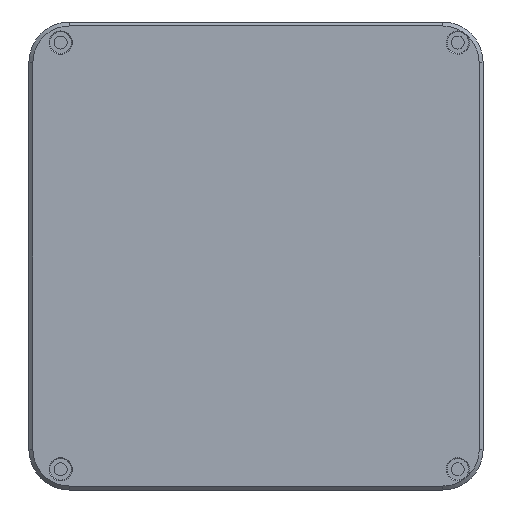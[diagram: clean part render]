
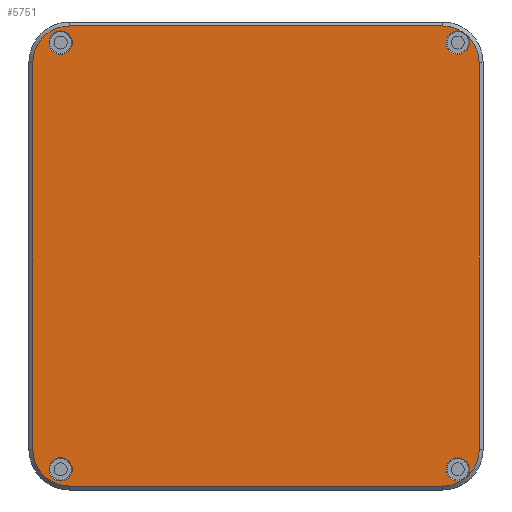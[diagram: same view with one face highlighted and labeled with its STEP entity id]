
A CAD part, left-side view. The second image highlights one B-rep face of the part: STEP entity #5751.
In plain terms, the highlighted planar face has unit normal (-1, 0, 0).
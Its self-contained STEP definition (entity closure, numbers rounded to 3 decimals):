
#557=FACE_BOUND('',#1109,.T.);
#558=FACE_BOUND('',#1110,.T.);
#584=PLANE('',#6157);
#731=FACE_OUTER_BOUND('',#1108,.T.);
#1108=EDGE_LOOP('',(#3976,#3977,#3978,#3979,#3980,#3981,#3982,#3983,#3984,
#3985,#3986,#3987,#3988,#3989));
#1109=EDGE_LOOP('',(#3990));
#1110=EDGE_LOOP('',(#3991));
#1512=LINE('',#7469,#2007);
#1513=LINE('',#7479,#2008);
#1514=LINE('',#7483,#2009);
#1515=LINE('',#7487,#2010);
#2007=VECTOR('',#6438,10.);
#2008=VECTOR('',#6447,10.);
#2009=VECTOR('',#6450,10.);
#2010=VECTOR('',#6453,10.);
#2501=CIRCLE('',#6155,2.95);
#2503=CIRCLE('',#6158,2.95);
#2504=CIRCLE('',#6159,9.3);
#2505=CIRCLE('',#6160,9.3);
#2506=CIRCLE('',#6161,2.95);
#2507=CIRCLE('',#6162,2.95);
#2508=CIRCLE('',#6163,9.3);
#2509=CIRCLE('',#6164,9.3);
#2510=CIRCLE('',#6165,9.3);
#2511=CIRCLE('',#6166,9.3);
#2512=CIRCLE('',#6167,2.95);
#2513=CIRCLE('',#6168,2.95);
#2578=VERTEX_POINT('',#7457);
#2580=VERTEX_POINT('',#7463);
#2581=VERTEX_POINT('',#7464);
#2582=VERTEX_POINT('',#7466);
#2583=VERTEX_POINT('',#7468);
#2584=VERTEX_POINT('',#7470);
#2585=VERTEX_POINT('',#7472);
#2586=VERTEX_POINT('',#7474);
#2587=VERTEX_POINT('',#7476);
#2588=VERTEX_POINT('',#7478);
#2589=VERTEX_POINT('',#7480);
#2590=VERTEX_POINT('',#7482);
#2591=VERTEX_POINT('',#7484);
#2592=VERTEX_POINT('',#7486);
#2593=VERTEX_POINT('',#7488);
#2594=VERTEX_POINT('',#7491);
#3089=EDGE_CURVE('',#2578,#2578,#2501,.T.);
#3092=EDGE_CURVE('',#2580,#2581,#2503,.T.);
#3093=EDGE_CURVE('',#2582,#2580,#2504,.T.);
#3094=EDGE_CURVE('',#2583,#2582,#1512,.T.);
#3095=EDGE_CURVE('',#2584,#2583,#2505,.T.);
#3096=EDGE_CURVE('',#2585,#2584,#2506,.T.);
#3097=EDGE_CURVE('',#2586,#2585,#2507,.T.);
#3098=EDGE_CURVE('',#2587,#2586,#2508,.T.);
#3099=EDGE_CURVE('',#2588,#2587,#1513,.T.);
#3100=EDGE_CURVE('',#2589,#2588,#2509,.T.);
#3101=EDGE_CURVE('',#2590,#2589,#1514,.T.);
#3102=EDGE_CURVE('',#2591,#2590,#2510,.T.);
#3103=EDGE_CURVE('',#2592,#2591,#1515,.T.);
#3104=EDGE_CURVE('',#2593,#2592,#2511,.T.);
#3105=EDGE_CURVE('',#2581,#2593,#2512,.T.);
#3106=EDGE_CURVE('',#2594,#2594,#2513,.T.);
#3976=ORIENTED_EDGE('',*,*,#3092,.F.);
#3977=ORIENTED_EDGE('',*,*,#3093,.F.);
#3978=ORIENTED_EDGE('',*,*,#3094,.F.);
#3979=ORIENTED_EDGE('',*,*,#3095,.F.);
#3980=ORIENTED_EDGE('',*,*,#3096,.F.);
#3981=ORIENTED_EDGE('',*,*,#3097,.F.);
#3982=ORIENTED_EDGE('',*,*,#3098,.F.);
#3983=ORIENTED_EDGE('',*,*,#3099,.F.);
#3984=ORIENTED_EDGE('',*,*,#3100,.F.);
#3985=ORIENTED_EDGE('',*,*,#3101,.F.);
#3986=ORIENTED_EDGE('',*,*,#3102,.F.);
#3987=ORIENTED_EDGE('',*,*,#3103,.F.);
#3988=ORIENTED_EDGE('',*,*,#3104,.F.);
#3989=ORIENTED_EDGE('',*,*,#3105,.F.);
#3990=ORIENTED_EDGE('',*,*,#3106,.F.);
#3991=ORIENTED_EDGE('',*,*,#3089,.F.);
#5751=ADVANCED_FACE('',(#731,#557,#558),#584,.T.);
#6155=AXIS2_PLACEMENT_3D('',#7458,#6427,#6428);
#6157=AXIS2_PLACEMENT_3D('',#7462,#6432,#6433);
#6158=AXIS2_PLACEMENT_3D('',#7465,#6434,#6435);
#6159=AXIS2_PLACEMENT_3D('',#7467,#6436,#6437);
#6160=AXIS2_PLACEMENT_3D('',#7471,#6439,#6440);
#6161=AXIS2_PLACEMENT_3D('',#7473,#6441,#6442);
#6162=AXIS2_PLACEMENT_3D('',#7475,#6443,#6444);
#6163=AXIS2_PLACEMENT_3D('',#7477,#6445,#6446);
#6164=AXIS2_PLACEMENT_3D('',#7481,#6448,#6449);
#6165=AXIS2_PLACEMENT_3D('',#7485,#6451,#6452);
#6166=AXIS2_PLACEMENT_3D('',#7489,#6454,#6455);
#6167=AXIS2_PLACEMENT_3D('',#7490,#6456,#6457);
#6168=AXIS2_PLACEMENT_3D('',#7492,#6458,#6459);
#6427=DIRECTION('center_axis',(-1.,0.,0.));
#6428=DIRECTION('ref_axis',(0.,0.,
-1.));
#6432=DIRECTION('center_axis',(-1.,0.,0.));
#6433=DIRECTION('ref_axis',(0.,-1.,0.));
#6434=DIRECTION('center_axis',(-1.,0.,0.));
#6435=DIRECTION('ref_axis',(0.,0.,
-1.));
#6436=DIRECTION('center_axis',(1.,0.,0.));
#6437=DIRECTION('ref_axis',(0.,0.,-1.));
#6438=DIRECTION('',(0.,0.,-1.));
#6439=DIRECTION('center_axis',(1.,0.,0.));
#6440=DIRECTION('ref_axis',(0.,-1.,0.));
#6441=DIRECTION('center_axis',(-1.,0.,0.));
#6442=DIRECTION('ref_axis',(0.,0.,
-1.));
#6443=DIRECTION('center_axis',(-1.,0.,0.));
#6444=DIRECTION('ref_axis',(0.,0.,
-1.));
#6445=DIRECTION('center_axis',(1.,0.,0.));
#6446=DIRECTION('ref_axis',(0.,-1.,0.));
#6447=DIRECTION('',(0.,-1.,0.));
#6448=DIRECTION('center_axis',(1.,0.,0.));
#6449=DIRECTION('ref_axis',(0.,0.707,0.707));
#6450=DIRECTION('',(0.,0.,1.));
#6451=DIRECTION('center_axis',(1.,0.,0.));
#6452=DIRECTION('ref_axis',(0.,0.707,-0.707));
#6453=DIRECTION('',(0.,1.,0.));
#6454=DIRECTION('center_axis',(1.,0.,0.));
#6455=DIRECTION('ref_axis',(0.,0.,-1.));
#6456=DIRECTION('center_axis',(-1.,0.,0.));
#6457=DIRECTION('ref_axis',(0.,0.,
-1.));
#6458=DIRECTION('center_axis',(-1.,0.,0.));
#6459=DIRECTION('ref_axis',(0.,0.,
-1.));
#7457=CARTESIAN_POINT('',(-29.9,80.933,106.213));
#7458=CARTESIAN_POINT('Origin',(-29.9,80.933,103.263));
#7462=CARTESIAN_POINT('Origin',(-29.9,26.75,49.));
#7463=CARTESIAN_POINT('',(-29.9,-21.887,-7.559));
#7464=CARTESIAN_POINT('',(-29.9,-20.067,-2.287));
#7465=CARTESIAN_POINT('Origin',(-29.9,-20.067,-5.237));
#7466=CARTESIAN_POINT('',(-29.9,-25.5,-0.2));
#7467=CARTESIAN_POINT('Origin',(-29.9,-16.2,-0.2));
#7468=CARTESIAN_POINT('',(-29.9,-25.5,98.2));
#7469=CARTESIAN_POINT('',(-29.9,-25.5,24.4));
#7470=CARTESIAN_POINT('',(-29.9,-22.18,105.323));
#7471=CARTESIAN_POINT('Origin',(-29.9,-16.2,98.2));
#7472=CARTESIAN_POINT('',(-29.9,-20.067,106.213));
#7473=CARTESIAN_POINT('Origin',(-29.9,-20.067,103.263));
#7474=CARTESIAN_POINT('',(-29.9,-21.498,105.843));
#7475=CARTESIAN_POINT('Origin',(-29.9,-20.067,103.263));
#7476=CARTESIAN_POINT('',(-29.9,-16.2,107.5));
#7477=CARTESIAN_POINT('Origin',(-29.9,-16.2,98.2));
#7478=CARTESIAN_POINT('',(-29.9,78.7,107.5));
#7479=CARTESIAN_POINT('',(-29.9,5.275,107.5));
#7480=CARTESIAN_POINT('',(-29.9,88.,98.2));
#7481=CARTESIAN_POINT('Origin',(-29.9,78.7,98.2));
#7482=CARTESIAN_POINT('',(-29.9,88.,-0.2));
#7483=CARTESIAN_POINT('',(-29.9,88.,73.6));
#7484=CARTESIAN_POINT('',(-29.9,78.7,-9.5));
#7485=CARTESIAN_POINT('Origin',(-29.9,78.7,-0.2));
#7486=CARTESIAN_POINT('',(-29.9,-16.2,-9.5));
#7487=CARTESIAN_POINT('',(-29.9,48.225,-9.5));
#7488=CARTESIAN_POINT('',(-29.9,-21.841,-7.594));
#7489=CARTESIAN_POINT('Origin',(-29.9,-16.2,-0.2));
#7490=CARTESIAN_POINT('Origin',(-29.9,-20.067,-5.237));
#7491=CARTESIAN_POINT('',(-29.9,80.933,-2.287));
#7492=CARTESIAN_POINT('Origin',(-29.9,80.933,-5.237));
